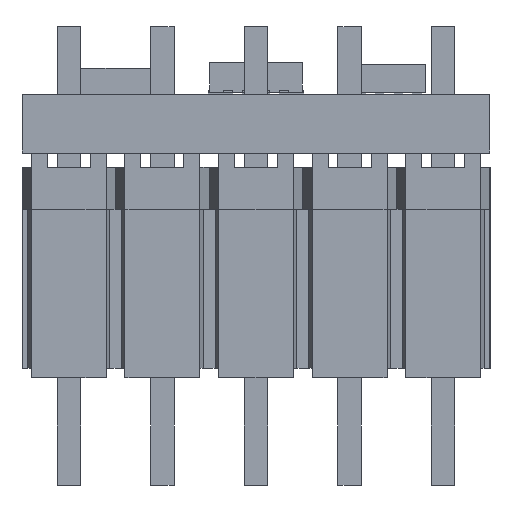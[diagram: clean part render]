
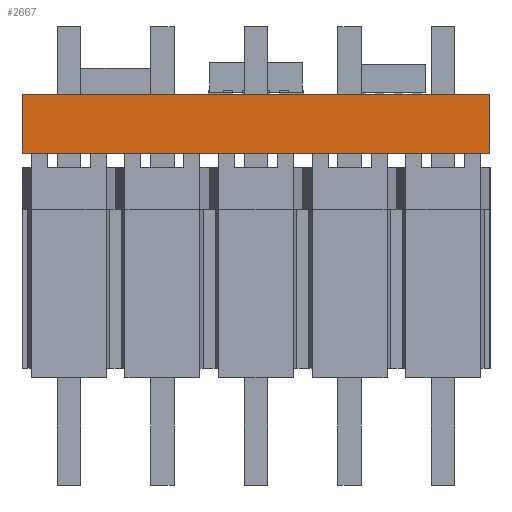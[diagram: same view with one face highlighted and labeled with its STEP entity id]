
A CAD part, left-side view. The second image highlights one B-rep face of the part: STEP entity #2667.
In plain terms, the highlighted planar face has unit normal (-1, 0, 0).
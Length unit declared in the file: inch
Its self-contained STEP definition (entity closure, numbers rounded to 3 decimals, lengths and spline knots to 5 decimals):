
#712 = LINE ( 'NONE', #18618, #9163 ) ;
#717 = VECTOR ( 'NONE', #18754, 39.37008 ) ;
#946 = LINE ( 'NONE', #20513, #717 ) ;
#2330 = VERTEX_POINT ( 'NONE', #15067 ) ;
#2667 = ADVANCED_FACE ( 'NONE', ( #4613 ), #20107, .F. ) ;
#3004 = DIRECTION ( 'NONE',  ( 0., -1., 0. ) ) ;
#4613 = FACE_OUTER_BOUND ( 'NONE', #5628, .T. ) ;
#5628 = EDGE_LOOP ( 'NONE', ( #6394, #12056, #10821, #7123 ) ) ;
#5941 = LINE ( 'NONE', #20021, #12149 ) ;
#6394 = ORIENTED_EDGE ( 'NONE', *, *, #11593, .T. ) ;
#7123 = ORIENTED_EDGE ( 'NONE', *, *, #7348, .T. ) ;
#7348 = EDGE_CURVE ( 'NONE', #11304, #2330, #712, .T. ) ;
#8117 = LINE ( 'NONE', #15133, #17377 ) ;
#8313 = DIRECTION ( 'NONE',  ( 0., 0., -1. ) ) ;
#9163 = VECTOR ( 'NONE', #13215, 39.37008 ) ;
#9462 = CARTESIAN_POINT ( 'NONE',  ( -0.35, 0.063, 0.25 ) ) ;
#9895 = VERTEX_POINT ( 'NONE', #21639 ) ;
#10821 = ORIENTED_EDGE ( 'NONE', *, *, #13750, .F. ) ;
#11304 = VERTEX_POINT ( 'NONE', #18258 ) ;
#11593 = EDGE_CURVE ( 'NONE', #2330, #22824, #946, .T. ) ;
#12056 = ORIENTED_EDGE ( 'NONE', *, *, #19378, .F. ) ;
#12149 = VECTOR ( 'NONE', #16281, 39.37008 ) ;
#13215 = DIRECTION ( 'NONE',  ( 0., -1., 0. ) ) ;
#13750 = EDGE_CURVE ( 'NONE', #11304, #9895, #5941, .T. ) ;
#15067 = CARTESIAN_POINT ( 'NONE',  ( -0.35, 0., -0.25 ) ) ;
#15133 = CARTESIAN_POINT ( 'NONE',  ( -0.35, 0.063, 0.25 ) ) ;
#15218 = CARTESIAN_POINT ( 'NONE',  ( -0.35, 0., 0.25 ) ) ;
#16281 = DIRECTION ( 'NONE',  ( 0., 0., 1. ) ) ;
#17159 = DIRECTION ( 'NONE',  ( 1., 0., 0. ) ) ;
#17377 = VECTOR ( 'NONE', #3004, 39.37008 ) ;
#18258 = CARTESIAN_POINT ( 'NONE',  ( -0.35, 0.063, -0.25 ) ) ;
#18618 = CARTESIAN_POINT ( 'NONE',  ( -0.35, 0.063, -0.25 ) ) ;
#18754 = DIRECTION ( 'NONE',  ( 0., 0., 1. ) ) ;
#19378 = EDGE_CURVE ( 'NONE', #9895, #22824, #8117, .T. ) ;
#20021 = CARTESIAN_POINT ( 'NONE',  ( -0.35, 0.063, 0.25 ) ) ;
#20107 = PLANE ( 'NONE',  #22704 ) ;
#20513 = CARTESIAN_POINT ( 'NONE',  ( -0.35, 0., 0.25 ) ) ;
#21639 = CARTESIAN_POINT ( 'NONE',  ( -0.35, 0.063, 0.25 ) ) ;
#22704 = AXIS2_PLACEMENT_3D ( 'NONE', #9462, #17159, #8313 ) ;
#22824 = VERTEX_POINT ( 'NONE', #15218 ) ;
